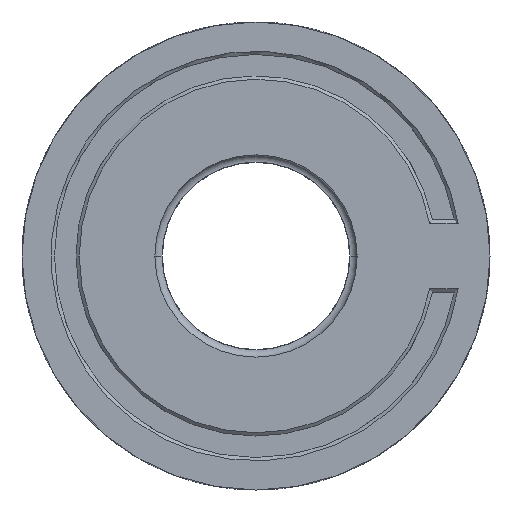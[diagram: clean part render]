
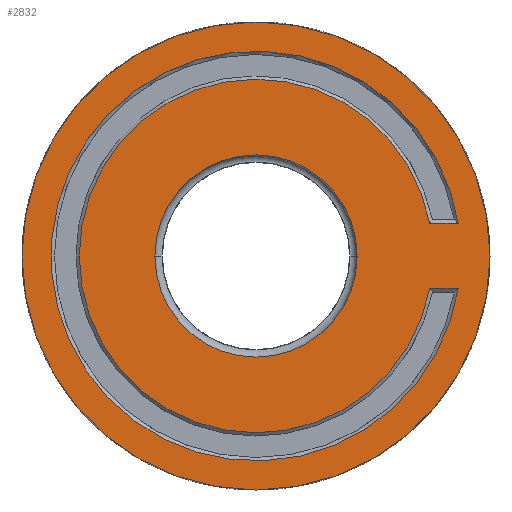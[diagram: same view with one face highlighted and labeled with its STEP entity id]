
A CAD part, left-side view. The second image highlights one B-rep face of the part: STEP entity #2832.
In plain terms, the highlighted planar face has unit normal (-1, 0, 0).
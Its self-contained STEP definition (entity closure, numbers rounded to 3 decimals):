
#73 = EDGE_CURVE ( 'NONE', #2940, #6093, #3851, .T. ) ;
#105 = DIRECTION ( 'NONE',  ( 0., -1., 0. ) ) ;
#191 = CARTESIAN_POINT ( 'NONE',  ( 4.47, 0., 0. ) ) ;
#195 = ORIENTED_EDGE ( 'NONE', *, *, #1008, .T. ) ;
#280 = LINE ( 'NONE', #1322, #1605 ) ;
#608 = EDGE_CURVE ( 'NONE', #5442, #4936, #1289, .T. ) ;
#616 = EDGE_CURVE ( 'NONE', #6093, #2940, #4592, .T. ) ;
#644 = CARTESIAN_POINT ( 'NONE',  ( 4.47, -32.5, 0. ) ) ;
#748 = DIRECTION ( 'NONE',  ( 0., -1., 0. ) ) ;
#857 = AXIS2_PLACEMENT_3D ( 'NONE', #2703, #3802, #105 ) ;
#886 = CARTESIAN_POINT ( 'NONE',  ( 4.47, -24.125, -4.55 ) ) ;
#1004 = CARTESIAN_POINT ( 'NONE',  ( 4.47, 24.55, 0. ) ) ;
#1008 = EDGE_CURVE ( 'NONE', #1677, #2539, #4158, .T. ) ;
#1161 = AXIS2_PLACEMENT_3D ( 'NONE', #6597, #1327, #1895 ) ;
#1198 = CARTESIAN_POINT ( 'NONE',  ( 4.47, -24.125, 4.55 ) ) ;
#1218 = DIRECTION ( 'NONE',  ( -1., 0., 0. ) ) ;
#1238 = CARTESIAN_POINT ( 'NONE',  ( 4.47, 0., 0. ) ) ;
#1289 = CIRCLE ( 'NONE', #5154, 24.55 ) ;
#1306 = VERTEX_POINT ( 'NONE', #1530 ) ;
#1322 = CARTESIAN_POINT ( 'NONE',  ( 4.47, -27.55, -4.55 ) ) ;
#1327 = DIRECTION ( 'NONE',  ( -1., 0., 0. ) ) ;
#1530 = CARTESIAN_POINT ( 'NONE',  ( 4.47, -28.084, -4.55 ) ) ;
#1547 = EDGE_LOOP ( 'NONE', ( #195, #5635 ) ) ;
#1605 = VECTOR ( 'NONE', #6653, 1000. ) ;
#1677 = VERTEX_POINT ( 'NONE', #644 ) ;
#1772 = DIRECTION ( 'NONE',  ( -1., 0., 0. ) ) ;
#1785 = EDGE_CURVE ( 'NONE', #2539, #1677, #6280, .T. ) ;
#1808 = DIRECTION ( 'NONE',  ( 0., -1., 0. ) ) ;
#1820 = DIRECTION ( 'NONE',  ( 0., -1., 0. ) ) ;
#1866 = CIRCLE ( 'NONE', #2635, 28.45 ) ;
#1895 = DIRECTION ( 'NONE',  ( 0., -1., 0. ) ) ;
#2159 = DIRECTION ( 'NONE',  ( 0., -1., 0. ) ) ;
#2235 = EDGE_CURVE ( 'NONE', #1306, #2595, #1866, .T. ) ;
#2425 = PLANE ( 'NONE',  #5178 ) ;
#2427 = CARTESIAN_POINT ( 'NONE',  ( 4.47, 14.05, 0. ) ) ;
#2539 = VERTEX_POINT ( 'NONE', #4487 ) ;
#2595 = VERTEX_POINT ( 'NONE', #6126 ) ;
#2623 = EDGE_LOOP ( 'NONE', ( #6612, #5156 ) ) ;
#2635 = AXIS2_PLACEMENT_3D ( 'NONE', #191, #6079, #5522 ) ;
#2703 = CARTESIAN_POINT ( 'NONE',  ( 4.47, 0., 0. ) ) ;
#2819 = DIRECTION ( 'NONE',  ( -1., 0., 0. ) ) ;
#2832 = ADVANCED_FACE ( 'NONE', ( #6607, #4973, #5458 ), #2425, .T. ) ;
#2940 = VERTEX_POINT ( 'NONE', #5201 ) ;
#3184 = CARTESIAN_POINT ( 'NONE',  ( 4.47, -24.495, 4.55 ) ) ;
#3197 = ORIENTED_EDGE ( 'NONE', *, *, #2235, .T. ) ;
#3260 = CIRCLE ( 'NONE', #1161, 24.55 ) ;
#3400 = AXIS2_PLACEMENT_3D ( 'NONE', #5005, #1772, #748 ) ;
#3580 = VECTOR ( 'NONE', #4179, 1000. ) ;
#3629 = LINE ( 'NONE', #3184, #3580 ) ;
#3802 = DIRECTION ( 'NONE',  ( -1., 0., 0. ) ) ;
#3851 = CIRCLE ( 'NONE', #857, 14.05 ) ;
#3852 = CARTESIAN_POINT ( 'NONE',  ( 4.47, 0., 0. ) ) ;
#4158 = CIRCLE ( 'NONE', #6052, 32.5 ) ;
#4179 = DIRECTION ( 'NONE',  ( 0., 1., 0. ) ) ;
#4487 = CARTESIAN_POINT ( 'NONE',  ( 4.47, 32.5, 0. ) ) ;
#4512 = DIRECTION ( 'NONE',  ( -1., 0., 0. ) ) ;
#4544 = ORIENTED_EDGE ( 'NONE', *, *, #608, .T. ) ;
#4592 = CIRCLE ( 'NONE', #6162, 14.05 ) ;
#4839 = DIRECTION ( 'NONE',  ( -1., 0., 0. ) ) ;
#4936 = VERTEX_POINT ( 'NONE', #1004 ) ;
#4973 = FACE_OUTER_BOUND ( 'NONE', #1547, .T. ) ;
#5005 = CARTESIAN_POINT ( 'NONE',  ( 4.47, 0., 0. ) ) ;
#5154 = AXIS2_PLACEMENT_3D ( 'NONE', #5922, #4839, #2159 ) ;
#5156 = ORIENTED_EDGE ( 'NONE', *, *, #73, .F. ) ;
#5178 = AXIS2_PLACEMENT_3D ( 'NONE', #1238, #4512, #1808 ) ;
#5201 = CARTESIAN_POINT ( 'NONE',  ( 4.47, -14.05, 0. ) ) ;
#5225 = VERTEX_POINT ( 'NONE', #886 ) ;
#5243 = EDGE_LOOP ( 'NONE', ( #4544, #5719, #5409, #3197, #5665 ) ) ;
#5409 = ORIENTED_EDGE ( 'NONE', *, *, #5822, .T. ) ;
#5442 = VERTEX_POINT ( 'NONE', #1198 ) ;
#5458 = FACE_BOUND ( 'NONE', #2623, .T. ) ;
#5522 = DIRECTION ( 'NONE',  ( 0., -1., 0. ) ) ;
#5635 = ORIENTED_EDGE ( 'NONE', *, *, #1785, .T. ) ;
#5665 = ORIENTED_EDGE ( 'NONE', *, *, #5915, .T. ) ;
#5719 = ORIENTED_EDGE ( 'NONE', *, *, #6764, .T. ) ;
#5822 = EDGE_CURVE ( 'NONE', #5225, #1306, #280, .T. ) ;
#5915 = EDGE_CURVE ( 'NONE', #2595, #5442, #3629, .T. ) ;
#5922 = CARTESIAN_POINT ( 'NONE',  ( 4.47, 0., 0. ) ) ;
#5987 = CARTESIAN_POINT ( 'NONE',  ( 4.47, 0., 0. ) ) ;
#6052 = AXIS2_PLACEMENT_3D ( 'NONE', #3852, #1218, #1820 ) ;
#6079 = DIRECTION ( 'NONE',  ( 1., 0., 0. ) ) ;
#6093 = VERTEX_POINT ( 'NONE', #2427 ) ;
#6126 = CARTESIAN_POINT ( 'NONE',  ( 4.47, -28.084, 4.55 ) ) ;
#6162 = AXIS2_PLACEMENT_3D ( 'NONE', #5987, #2819, #6381 ) ;
#6280 = CIRCLE ( 'NONE', #3400, 32.5 ) ;
#6381 = DIRECTION ( 'NONE',  ( 0., -1., 0. ) ) ;
#6597 = CARTESIAN_POINT ( 'NONE',  ( 4.47, 0., 0. ) ) ;
#6607 = FACE_BOUND ( 'NONE', #5243, .T. ) ;
#6612 = ORIENTED_EDGE ( 'NONE', *, *, #616, .F. ) ;
#6653 = DIRECTION ( 'NONE',  ( 0., -1., 0. ) ) ;
#6764 = EDGE_CURVE ( 'NONE', #4936, #5225, #3260, .T. ) ;
